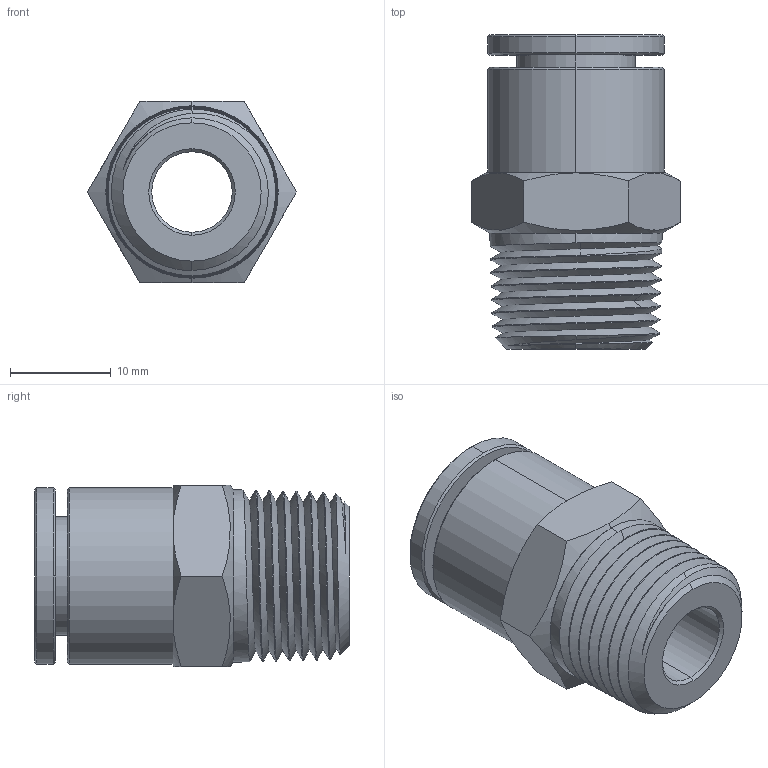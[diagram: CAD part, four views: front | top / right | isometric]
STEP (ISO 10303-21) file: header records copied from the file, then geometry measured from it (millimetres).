
FILE_DESCRIPTION (( 'STEP AP203' ), '1' );
FILE_NAME ('MCS10R3-8W.STEP', '2016-10-20T18:38:10', ( '' ), ( '' ), 'SwSTEP 2.0', 'SolidWorks 2016', '' );
FILE_SCHEMA (( 'CONFIG_CONTROL_DESIGN' ));
Length unit declared in the file: millimetre
Products named in the file (1): MCS10R3-8W
Bounding box: 20.78 x 31.22 x 18 mm (x, y, z)
Volume: 4402.3 mm3; surface area: 6691.9 mm2
Topology: 6 solids, 6 shells, 453 faces, 1264 edges, 828 vertices
Faces by surface type: cone 157, plane 155, bspline 76, cylinder 65
Entity records: 47567 total; most frequent: CARTESIAN_POINT 36976, ORIENTED_EDGE 2528, DIRECTION 1781, EDGE_CURVE 1264, VERTEX_POINT 828, AXIS2_PLACEMENT_3D 721, B_SPLINE_CURVE_WITH_KNOTS 582, EDGE_LOOP 470
